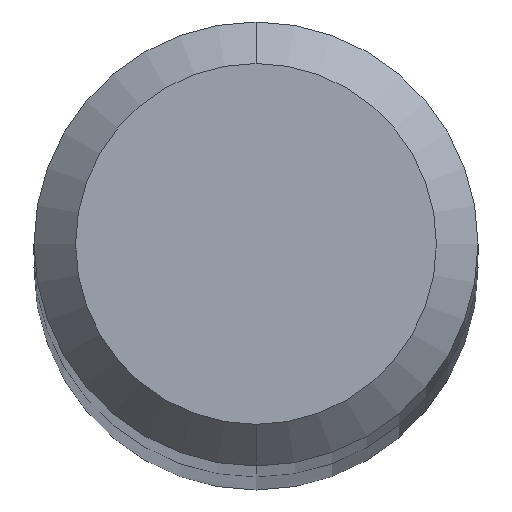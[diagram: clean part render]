
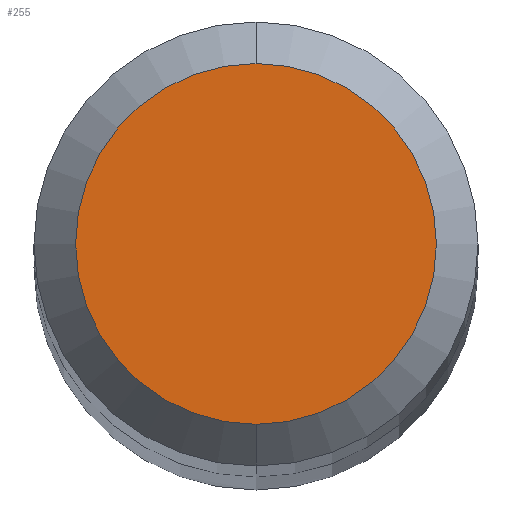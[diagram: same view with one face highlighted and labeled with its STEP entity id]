
A CAD part, top view. The second image highlights one B-rep face of the part: STEP entity #255.
In plain terms, the highlighted planar face has unit normal (0, 0, 1).
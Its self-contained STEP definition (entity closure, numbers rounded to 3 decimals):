
#201=EDGE_CURVE('',#377,#281,#464,.T.);
#229=EDGE_CURVE('',#281,#377,#498,.T.);
#255=ADVANCED_FACE('',(#526),#527,.T.);
#281=VERTEX_POINT('',#558);
#377=VERTEX_POINT('',#660);
#464=CIRCLE('',#759,1.3);
#498=CIRCLE('',#825,1.3);
#526=FACE_OUTER_BOUND('',#909,.T.);
#527=PLANE('',#910);
#558=CARTESIAN_POINT('',(0.,-1.3,43.0));
#660=CARTESIAN_POINT('',(0.0,1.3,43.0));
#759=AXIS2_PLACEMENT_3D('',#1349,#1350,#1351);
#825=AXIS2_PLACEMENT_3D('',#1406,#1407,#1408);
#909=EDGE_LOOP('',(#1441,#1442));
#910=AXIS2_PLACEMENT_3D('',#1443,#1444,#1445);
#1349=CARTESIAN_POINT('',(0.0,0.0,43.0));
#1350=DIRECTION('',(0.0,0.0,-1.0));
#1351=DIRECTION('',(0.0,1.0,0.0));
#1406=CARTESIAN_POINT('',(0.0,0.0,43.0));
#1407=DIRECTION('',(0.0,0.0,-1.0));
#1408=DIRECTION('',(0.0,1.0,0.0));
#1441=ORIENTED_EDGE('',*,*,#201,.F.);
#1442=ORIENTED_EDGE('',*,*,#229,.F.);
#1443=CARTESIAN_POINT('',(0.0,0.65,43.0));
#1444=DIRECTION('',(-0.0,0.0,1.0));
#1445=DIRECTION('',(0.0,-1.0,0.0));
